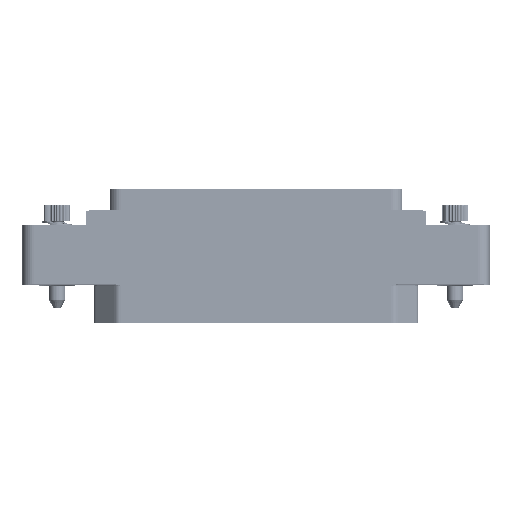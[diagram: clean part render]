
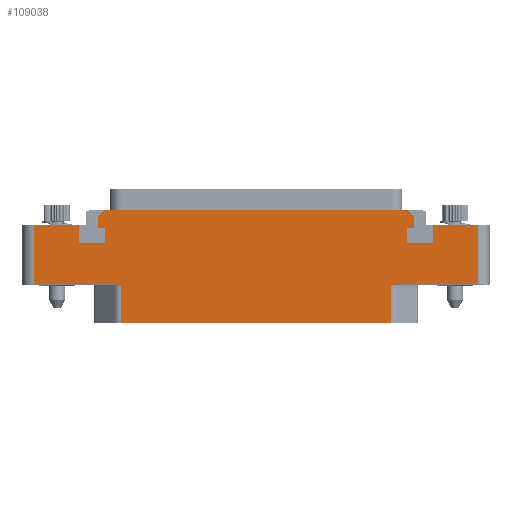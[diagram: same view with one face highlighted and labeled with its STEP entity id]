
A CAD part, top view. The second image highlights one B-rep face of the part: STEP entity #109038.
In plain terms, the highlighted planar face has unit normal (0, 0, 1).
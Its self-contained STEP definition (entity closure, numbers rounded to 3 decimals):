
#5275=DIRECTION('',(-1.,0.,0.));
#5276=VECTOR('',#5275,46.236);
#5277=CARTESIAN_POINT('',(23.118,-6.5,7.));
#5278=LINE('',#5277,#5276);
#5370=DIRECTION('',(1.,0.,0.));
#5371=VECTOR('',#5370,14.082);
#5372=CARTESIAN_POINT('',(-38.,0.,7.));
#5373=LINE('',#5372,#5371);
#5486=DIRECTION('',(0.,-1.,0.));
#5487=VECTOR('',#5486,10.25);
#5488=CARTESIAN_POINT('',(-38.,10.25,7.));
#5489=LINE('',#5488,#5487);
#5504=DIRECTION('',(1.,0.,0.));
#5505=VECTOR('',#5504,7.8);
#5506=CARTESIAN_POINT('',(-38.,10.25,7.));
#5507=LINE('',#5506,#5505);
#5508=DIRECTION('',(0.,-1.,0.));
#5509=VECTOR('',#5508,3.2);
#5510=CARTESIAN_POINT('',(-30.2,10.25,7.));
#5511=LINE('',#5510,#5509);
#5512=DIRECTION('',(1.,0.,0.));
#5513=VECTOR('',#5512,4.4);
#5514=CARTESIAN_POINT('',(-30.2,7.05,7.));
#5515=LINE('',#5514,#5513);
#5516=DIRECTION('',(0.,1.,0.));
#5517=VECTOR('',#5516,2.6);
#5518=CARTESIAN_POINT('',(-25.8,7.05,7.));
#5519=LINE('',#5518,#5517);
#5520=DIRECTION('',(-1.,0.,0.));
#5521=VECTOR('',#5520,1.2);
#5522=CARTESIAN_POINT('',(-25.8,9.65,7.));
#5523=LINE('',#5522,#5521);
#5524=DIRECTION('',(0.,-1.,0.));
#5525=VECTOR('',#5524,1.9);
#5526=CARTESIAN_POINT('',(-27.,11.55,7.));
#5527=LINE('',#5526,#5525);
#5528=DIRECTION('',(1.,0.,0.));
#5529=VECTOR('',#5528,51.6);
#5530=CARTESIAN_POINT('',(-25.8,12.75,7.));
#5531=LINE('',#5530,#5529);
#5532=DIRECTION('',(0.,-1.,0.));
#5533=VECTOR('',#5532,1.9);
#5534=CARTESIAN_POINT('',(27.,11.55,7.));
#5535=LINE('',#5534,#5533);
#5536=DIRECTION('',(-1.,0.,0.));
#5537=VECTOR('',#5536,1.2);
#5538=CARTESIAN_POINT('',(27.,9.65,7.));
#5539=LINE('',#5538,#5537);
#5540=DIRECTION('',(0.,-1.,0.));
#5541=VECTOR('',#5540,2.6);
#5542=CARTESIAN_POINT('',(25.8,9.65,7.));
#5543=LINE('',#5542,#5541);
#5544=DIRECTION('',(1.,0.,0.));
#5545=VECTOR('',#5544,4.4);
#5546=CARTESIAN_POINT('',(25.8,7.05,7.));
#5547=LINE('',#5546,#5545);
#5548=DIRECTION('',(0.,1.,0.));
#5549=VECTOR('',#5548,3.2);
#5550=CARTESIAN_POINT('',(30.2,7.05,7.));
#5551=LINE('',#5550,#5549);
#5552=DIRECTION('',(1.,0.,0.));
#5553=VECTOR('',#5552,7.8);
#5554=CARTESIAN_POINT('',(30.2,10.25,7.));
#5555=LINE('',#5554,#5553);
#5556=DIRECTION('',(1.,0.,0.));
#5557=VECTOR('',#5556,14.082);
#5558=CARTESIAN_POINT('',(23.918,0.,7.));
#5559=LINE('',#5558,#5557);
#5590=CARTESIAN_POINT('',(23.118,-0.2,7.));
#5591=CARTESIAN_POINT('',(23.14,-0.192,7.));
#5592=CARTESIAN_POINT('',(23.184,-0.176,7.));
#5593=CARTESIAN_POINT('',(23.251,-0.152,7.));
#5594=CARTESIAN_POINT('',(23.318,-0.128,7.));
#5595=CARTESIAN_POINT('',(23.385,-0.106,7.));
#5596=CARTESIAN_POINT('',(23.451,-0.085,7.));
#5597=CARTESIAN_POINT('',(23.515,-0.066,7.));
#5598=CARTESIAN_POINT('',(23.577,-0.049,7.));
#5599=CARTESIAN_POINT('',(23.636,-0.035,7.));
#5600=CARTESIAN_POINT('',(23.688,-0.024,7.));
#5601=CARTESIAN_POINT('',(23.734,-0.016,7.));
#5602=CARTESIAN_POINT('',(23.776,-0.01,7.));
#5603=CARTESIAN_POINT('',(23.814,-0.005,7.));
#5604=CARTESIAN_POINT('',(23.85,-0.002,7.));
#5605=CARTESIAN_POINT('',(23.884,0.,7.));
#5606=CARTESIAN_POINT('',(23.907,0.,7.));
#5607=CARTESIAN_POINT('',(23.918,0.,7.));
#5623=DIRECTION('',(0.,1.,0.));
#5624=VECTOR('',#5623,6.3);
#5625=CARTESIAN_POINT('',(23.118,-6.5,7.));
#5626=LINE('',#5625,#5624);
#5668=DIRECTION('',(0.,1.,0.));
#5669=VECTOR('',#5668,10.25);
#5670=CARTESIAN_POINT('',(38.,0.,7.));
#5671=LINE('',#5670,#5669);
#8192=DIRECTION('',(0.,1.,0.));
#8193=VECTOR('',#8192,6.3);
#8194=CARTESIAN_POINT('',(-23.118,-6.5,7.));
#8195=LINE('',#8194,#8193);
#8220=CARTESIAN_POINT('',(-23.918,0.,7.));
#8221=CARTESIAN_POINT('',(-23.907,0.,7.));
#8222=CARTESIAN_POINT('',(-23.884,0.,7.));
#8223=CARTESIAN_POINT('',(-23.85,-0.002,7.));
#8224=CARTESIAN_POINT('',(-23.814,-0.005,7.));
#8225=CARTESIAN_POINT('',(-23.776,-0.01,7.));
#8226=CARTESIAN_POINT('',(-23.734,-0.016,7.));
#8227=CARTESIAN_POINT('',(-23.688,-0.024,7.));
#8228=CARTESIAN_POINT('',(-23.636,-0.035,7.));
#8229=CARTESIAN_POINT('',(-23.577,-0.049,7.));
#8230=CARTESIAN_POINT('',(-23.515,-0.066,7.));
#8231=CARTESIAN_POINT('',(-23.451,-0.085,7.));
#8232=CARTESIAN_POINT('',(-23.385,-0.106,7.));
#8233=CARTESIAN_POINT('',(-23.318,-0.128,7.));
#8234=CARTESIAN_POINT('',(-23.251,-0.152,7.));
#8235=CARTESIAN_POINT('',(-23.184,-0.176,7.));
#8236=CARTESIAN_POINT('',(-23.14,-0.192,7.));
#8237=CARTESIAN_POINT('',(-23.118,-0.2,7.));
#8577=DIRECTION('',(0.707,-0.707,0.));
#8578=VECTOR('',#8577,1.697);
#8579=CARTESIAN_POINT('',(25.8,12.75,7.));
#8580=LINE('',#8579,#8578);
#8585=DIRECTION('',(-0.707,-0.707,0.));
#8586=VECTOR('',#8585,1.697);
#8587=CARTESIAN_POINT('',(-25.8,12.75,7.));
#8588=LINE('',#8587,#8586);
#88462=CARTESIAN_POINT('',(-30.2,10.25,7.));
#88463=CARTESIAN_POINT('',(-30.2,7.05,7.));
#88464=VERTEX_POINT('',#88462);
#88465=VERTEX_POINT('',#88463);
#88466=CARTESIAN_POINT('',(-25.8,7.05,7.));
#88467=VERTEX_POINT('',#88466);
#88468=CARTESIAN_POINT('',(-25.8,9.65,7.));
#88469=VERTEX_POINT('',#88468);
#88470=CARTESIAN_POINT('',(-27.,9.65,7.));
#88471=VERTEX_POINT('',#88470);
#88472=CARTESIAN_POINT('',(27.,9.65,7.));
#88473=CARTESIAN_POINT('',(25.8,9.65,7.));
#88474=VERTEX_POINT('',#88472);
#88475=VERTEX_POINT('',#88473);
#88476=CARTESIAN_POINT('',(25.8,7.05,7.));
#88477=VERTEX_POINT('',#88476);
#88478=CARTESIAN_POINT('',(30.2,7.05,7.));
#88479=VERTEX_POINT('',#88478);
#88480=CARTESIAN_POINT('',(30.2,10.25,7.));
#88481=VERTEX_POINT('',#88480);
#88486=CARTESIAN_POINT('',(-27.,11.55,7.));
#88488=VERTEX_POINT('',#88486);
#88490=CARTESIAN_POINT('',(-25.8,12.75,7.));
#88491=VERTEX_POINT('',#88490);
#88492=CARTESIAN_POINT('',(27.,11.55,7.));
#88494=VERTEX_POINT('',#88492);
#88496=CARTESIAN_POINT('',(25.8,12.75,7.));
#88497=VERTEX_POINT('',#88496);
#88574=CARTESIAN_POINT('',(38.,0.,7.));
#88575=CARTESIAN_POINT('',(38.,10.25,7.));
#88576=VERTEX_POINT('',#88574);
#88577=VERTEX_POINT('',#88575);
#88582=CARTESIAN_POINT('',(-38.,10.25,7.));
#88583=CARTESIAN_POINT('',(-38.,0.,7.));
#88584=VERTEX_POINT('',#88582);
#88585=VERTEX_POINT('',#88583);
#88807=CARTESIAN_POINT('',(23.118,-6.5,7.));
#88809=VERTEX_POINT('',#88807);
#88810=CARTESIAN_POINT('',(-23.118,-6.5,7.));
#88812=VERTEX_POINT('',#88810);
#88842=CARTESIAN_POINT('',(-23.118,-0.2,7.));
#88843=VERTEX_POINT('',#88842);
#88844=CARTESIAN_POINT('',(-23.918,0.,7.));
#88845=VERTEX_POINT('',#88844);
#88846=CARTESIAN_POINT('',(23.118,-0.2,7.));
#88848=VERTEX_POINT('',#88846);
#88850=CARTESIAN_POINT('',(23.918,0.,7.));
#88852=VERTEX_POINT('',#88850);
#108988=CARTESIAN_POINT('',(0.,0.,7.));
#108989=DIRECTION('',(0.,0.,-1.));
#108990=DIRECTION('',(-1.,0.,0.));
#108991=AXIS2_PLACEMENT_3D('',#108988,#108989,#108990);
#108992=PLANE('',#108991);
#108994=ORIENTED_EDGE('',*,*,#108993,.F.);
#108996=ORIENTED_EDGE('',*,*,#108995,.F.);
#108998=ORIENTED_EDGE('',*,*,#108997,.F.);
#108999=ORIENTED_EDGE('',*,*,#108778,.T.);
#109001=ORIENTED_EDGE('',*,*,#109000,.T.);
#109003=ORIENTED_EDGE('',*,*,#109002,.F.);
#109004=ORIENTED_EDGE('',*,*,#108865,.F.);
#109005=ORIENTED_EDGE('',*,*,#108979,.F.);
#109006=ORIENTED_EDGE('',*,*,#108913,.T.);
#109008=ORIENTED_EDGE('',*,*,#109007,.T.);
#109010=ORIENTED_EDGE('',*,*,#109009,.T.);
#109012=ORIENTED_EDGE('',*,*,#109011,.T.);
#109014=ORIENTED_EDGE('',*,*,#109013,.T.);
#109016=ORIENTED_EDGE('',*,*,#109015,.F.);
#109018=ORIENTED_EDGE('',*,*,#109017,.F.);
#109020=ORIENTED_EDGE('',*,*,#109019,.T.);
#109022=ORIENTED_EDGE('',*,*,#109021,.T.);
#109024=ORIENTED_EDGE('',*,*,#109023,.T.);
#109026=ORIENTED_EDGE('',*,*,#109025,.T.);
#109028=ORIENTED_EDGE('',*,*,#109027,.T.);
#109030=ORIENTED_EDGE('',*,*,#109029,.T.);
#109032=ORIENTED_EDGE('',*,*,#109031,.T.);
#109033=ORIENTED_EDGE('',*,*,#108573,.T.);
#109035=ORIENTED_EDGE('',*,*,#109034,.F.);
#109036=EDGE_LOOP('',(#108994,#108996,#108998,#108999,#109001,#109003,#109004,
#109005,#109006,#109008,#109010,#109012,#109014,#109016,#109018,#109020,#109022,
#109024,#109026,#109028,#109030,#109032,#109033,#109035));
#109037=FACE_OUTER_BOUND('',#109036,.F.);
#109038=ADVANCED_FACE('',(#109037),#108992,.F.);
#5608=B_SPLINE_CURVE_WITH_KNOTS('',3,(#5590,#5591,#5592,#5593,#5594,#5595,#5596,
#5597,#5598,#5599,#5600,#5601,#5602,#5603,#5604,#5605,#5606,#5607),
.UNSPECIFIED.,.F.,.F.,(4,1,1,1,1,1,1,1,1,1,1,1,1,1,1,4),(0.,0.067,
0.133,0.2,0.267,0.333,0.4,
0.467,0.533,0.6,0.667,0.733,
0.8,0.867,0.933,1.),.UNSPECIFIED.);
#8238=B_SPLINE_CURVE_WITH_KNOTS('',3,(#8220,#8221,#8222,#8223,#8224,#8225,#8226,
#8227,#8228,#8229,#8230,#8231,#8232,#8233,#8234,#8235,#8236,#8237),
.UNSPECIFIED.,.F.,.F.,(4,1,1,1,1,1,1,1,1,1,1,1,1,1,1,4),(0.,0.067,
0.133,0.2,0.267,0.333,0.4,
0.467,0.533,0.6,0.667,0.733,
0.8,0.867,0.933,1.),.UNSPECIFIED.);
#108573=EDGE_CURVE('',#88481,#88577,#5555,.T.);
#108778=EDGE_CURVE('',#88809,#88812,#5278,.T.);
#108865=EDGE_CURVE('',#88585,#88845,#5373,.T.);
#108913=EDGE_CURVE('',#88584,#88464,#5507,.T.);
#108979=EDGE_CURVE('',#88584,#88585,#5489,.T.);
#108993=EDGE_CURVE('',#88852,#88576,#5559,.T.);
#108995=EDGE_CURVE('',#88848,#88852,#5608,.T.);
#108997=EDGE_CURVE('',#88809,#88848,#5626,.T.);
#109000=EDGE_CURVE('',#88812,#88843,#8195,.T.);
#109002=EDGE_CURVE('',#88845,#88843,#8238,.T.);
#109007=EDGE_CURVE('',#88464,#88465,#5511,.T.);
#109009=EDGE_CURVE('',#88465,#88467,#5515,.T.);
#109011=EDGE_CURVE('',#88467,#88469,#5519,.T.);
#109013=EDGE_CURVE('',#88469,#88471,#5523,.T.);
#109015=EDGE_CURVE('',#88488,#88471,#5527,.T.);
#109017=EDGE_CURVE('',#88491,#88488,#8588,.T.);
#109019=EDGE_CURVE('',#88491,#88497,#5531,.T.);
#109021=EDGE_CURVE('',#88497,#88494,#8580,.T.);
#109023=EDGE_CURVE('',#88494,#88474,#5535,.T.);
#109025=EDGE_CURVE('',#88474,#88475,#5539,.T.);
#109027=EDGE_CURVE('',#88475,#88477,#5543,.T.);
#109029=EDGE_CURVE('',#88477,#88479,#5547,.T.);
#109031=EDGE_CURVE('',#88479,#88481,#5551,.T.);
#109034=EDGE_CURVE('',#88576,#88577,#5671,.T.);
